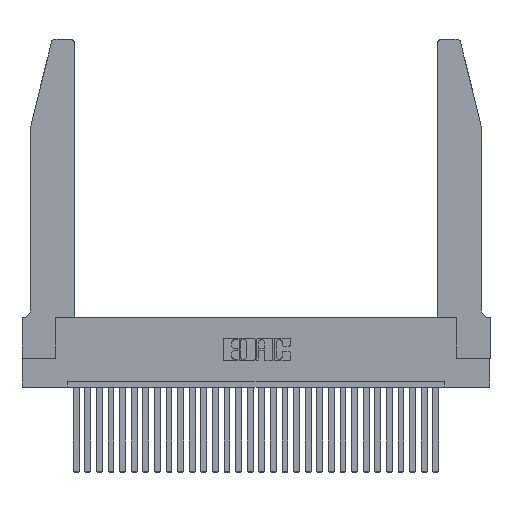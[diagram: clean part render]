
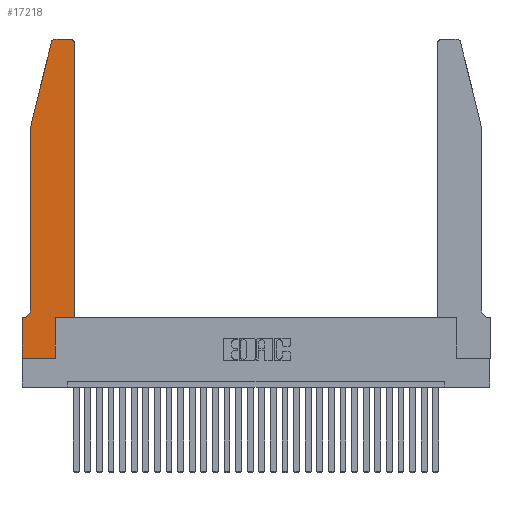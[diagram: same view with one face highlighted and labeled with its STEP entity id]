
A CAD part, top view. The second image highlights one B-rep face of the part: STEP entity #17218.
In plain terms, the highlighted planar face has unit normal (0, 0, 1).
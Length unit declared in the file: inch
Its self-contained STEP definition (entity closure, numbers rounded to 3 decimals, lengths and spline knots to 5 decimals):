
#106 = DIRECTION ( 'NONE',  ( 0., -1., 0. ) ) ;
#246 = CARTESIAN_POINT ( 'NONE',  ( 0.0755, 2., 0.37 ) ) ;
#764 = VECTOR ( 'NONE', #2352, 39.37008 ) ;
#1149 = CARTESIAN_POINT ( 'NONE',  ( 0.2605, 2.75, 0.37 ) ) ;
#1393 = LINE ( 'NONE', #1515, #8289 ) ;
#1402 = FACE_OUTER_BOUND ( 'NONE', #11001, .T. ) ;
#1463 = VERTEX_POINT ( 'NONE', #25663 ) ;
#1472 = LINE ( 'NONE', #1149, #25370 ) ;
#1515 = CARTESIAN_POINT ( 'NONE',  ( 0., 0., 0.37 ) ) ;
#1993 = VERTEX_POINT ( 'NONE', #7705 ) ;
#2342 = VERTEX_POINT ( 'NONE', #16890 ) ;
#2352 = DIRECTION ( 'NONE',  ( 1., 0., 0. ) ) ;
#2869 = ORIENTED_EDGE ( 'NONE', *, *, #18021, .T. ) ;
#2925 = EDGE_CURVE ( 'NONE', #19635, #2342, #14430, .T. ) ;
#2944 = LINE ( 'NONE', #16172, #764 ) ;
#3174 = EDGE_CURVE ( 'NONE', #16631, #1993, #23498, .T. ) ;
#3378 = CARTESIAN_POINT ( 'NONE',  ( 0.0055, 0.42, 0.37 ) ) ;
#3442 = ORIENTED_EDGE ( 'NONE', *, *, #21295, .T. ) ;
#3667 = VERTEX_POINT ( 'NONE', #20180 ) ;
#3731 = VECTOR ( 'NONE', #21052, 39.37008 ) ;
#5135 = VECTOR ( 'NONE', #26361, 39.37008 ) ;
#5405 = DIRECTION ( 'NONE',  ( 0., 0., 1. ) ) ;
#5517 = CARTESIAN_POINT ( 'NONE',  ( 0.4505, 0.35, 0.37 ) ) ;
#5793 = CARTESIAN_POINT ( 'NONE',  ( 0.0055, 0.35, 0.37 ) ) ;
#5953 = EDGE_CURVE ( 'NONE', #19796, #3667, #2944, .T. ) ;
#6952 = CARTESIAN_POINT ( 'NONE',  ( 0., 0., 0.37 ) ) ;
#7393 = DIRECTION ( 'NONE',  ( 0., 0., 1. ) ) ;
#7429 = DIRECTION ( 'NONE',  ( -0.239, -0.971, 0. ) ) ;
#7705 = CARTESIAN_POINT ( 'NONE',  ( 0.4505, 0.35, 0.37 ) ) ;
#7860 = CARTESIAN_POINT ( 'NONE',  ( 0.0755, 0.42, 0.37 ) ) ;
#7971 = ORIENTED_EDGE ( 'NONE', *, *, #27404, .T. ) ;
#8039 = CARTESIAN_POINT ( 'NONE',  ( 0.25487, 2.72718, 0.37 ) ) ;
#8240 = CARTESIAN_POINT ( 'NONE',  ( 0.0755, 2., 0.37 ) ) ;
#8289 = VECTOR ( 'NONE', #106, 39.37008 ) ;
#8701 = EDGE_CURVE ( 'NONE', #29978, #1463, #21973, .T. ) ;
#8774 = ORIENTED_EDGE ( 'NONE', *, *, #12153, .T. ) ;
#9345 = VECTOR ( 'NONE', #24949, 39.37008 ) ;
#9635 = CARTESIAN_POINT ( 'NONE',  ( 0.2865, 0.35, 0.37 ) ) ;
#9683 = DIRECTION ( 'NONE',  ( 1., 0., 0. ) ) ;
#9810 = CARTESIAN_POINT ( 'NONE',  ( 0.4505, 2.72, 0.37 ) ) ;
#9829 = LINE ( 'NONE', #5517, #5135 ) ;
#9910 = LINE ( 'NONE', #19819, #3731 ) ;
#10349 = DIRECTION ( 'NONE',  ( -1., 0., 0. ) ) ;
#11001 = EDGE_LOOP ( 'NONE', ( #28020, #7971, #12615, #12381, #24544, #3442, #29256, #11277, #2869, #13807, #8774, #16741 ) ) ;
#11005 = CARTESIAN_POINT ( 'NONE',  ( 0., 0.35, 0.37 ) ) ;
#11078 = LINE ( 'NONE', #8240, #25997 ) ;
#11277 = ORIENTED_EDGE ( 'NONE', *, *, #5953, .T. ) ;
#11290 = VERTEX_POINT ( 'NONE', #5793 ) ;
#12153 = EDGE_CURVE ( 'NONE', #1993, #19635, #9829, .T. ) ;
#12197 = EDGE_CURVE ( 'NONE', #2342, #28532, #1472, .T. ) ;
#12381 = ORIENTED_EDGE ( 'NONE', *, *, #18777, .T. ) ;
#12615 = ORIENTED_EDGE ( 'NONE', *, *, #8701, .T. ) ;
#13029 = DIRECTION ( 'NONE',  ( -1., 0., 0. ) ) ;
#13220 = PLANE ( 'NONE',  #23480 ) ;
#13501 = EDGE_CURVE ( 'NONE', #19510, #19796, #1393, .T. ) ;
#13807 = ORIENTED_EDGE ( 'NONE', *, *, #3174, .T. ) ;
#14430 = CIRCLE ( 'NONE', #15534, 0.03 ) ;
#14757 = LINE ( 'NONE', #17927, #9345 ) ;
#14767 = VERTEX_POINT ( 'NONE', #7860 ) ;
#15287 = AXIS2_PLACEMENT_3D ( 'NONE', #19315, #5405, #26148 ) ;
#15534 = AXIS2_PLACEMENT_3D ( 'NONE', #16855, #7393, #25909 ) ;
#15540 = DIRECTION ( 'NONE',  ( 1., 0., 0. ) ) ;
#16172 = CARTESIAN_POINT ( 'NONE',  ( 0., 0., 0.37 ) ) ;
#16631 = VERTEX_POINT ( 'NONE', #9635 ) ;
#16741 = ORIENTED_EDGE ( 'NONE', *, *, #2925, .T. ) ;
#16855 = CARTESIAN_POINT ( 'NONE',  ( 0.4205, 2.72, 0.37 ) ) ;
#16890 = CARTESIAN_POINT ( 'NONE',  ( 0.4205, 2.75, 0.37 ) ) ;
#17111 = CIRCLE ( 'NONE', #15287, 0.03 ) ;
#17218 = ADVANCED_FACE ( 'NONE', ( #1402 ), #13220, .T. ) ;
#17301 = VECTOR ( 'NONE', #9683, 39.37008 ) ;
#17353 = EDGE_CURVE ( 'NONE', #14767, #11290, #19109, .T. ) ;
#17541 = CARTESIAN_POINT ( 'NONE',  ( 0.4505, 0.35, 0.37 ) ) ;
#17865 = CARTESIAN_POINT ( 'NONE',  ( 0., 0.35, 0.37 ) ) ;
#17927 = CARTESIAN_POINT ( 'NONE',  ( 0.2865, 0.35, 0.37 ) ) ;
#18021 = EDGE_CURVE ( 'NONE', #3667, #16631, #14757, .T. ) ;
#18777 = EDGE_CURVE ( 'NONE', #1463, #14767, #11078, .T. ) ;
#19109 = CIRCLE ( 'NONE', #27984, 0.07 ) ;
#19315 = CARTESIAN_POINT ( 'NONE',  ( 0.284, 2.72, 0.37 ) ) ;
#19507 = DIRECTION ( 'NONE',  ( 0., 0., -1. ) ) ;
#19510 = VERTEX_POINT ( 'NONE', #11005 ) ;
#19635 = VERTEX_POINT ( 'NONE', #9810 ) ;
#19796 = VERTEX_POINT ( 'NONE', #6952 ) ;
#19819 = CARTESIAN_POINT ( 'NONE',  ( 0.0755, 0.35, 0.37 ) ) ;
#20180 = CARTESIAN_POINT ( 'NONE',  ( 0.2865, 0., 0.37 ) ) ;
#21052 = DIRECTION ( 'NONE',  ( -1., 0., 0. ) ) ;
#21295 = EDGE_CURVE ( 'NONE', #11290, #19510, #9910, .T. ) ;
#21552 = CARTESIAN_POINT ( 'NONE',  ( 0.284, 2.75, 0.37 ) ) ;
#21973 = LINE ( 'NONE', #246, #26693 ) ;
#23480 = AXIS2_PLACEMENT_3D ( 'NONE', #17865, #29455, #15540 ) ;
#23498 = LINE ( 'NONE', #17541, #17301 ) ;
#24421 = DIRECTION ( 'NONE',  ( 0., -1., 0. ) ) ;
#24544 = ORIENTED_EDGE ( 'NONE', *, *, #17353, .T. ) ;
#24949 = DIRECTION ( 'NONE',  ( 0., 1., 0. ) ) ;
#25370 = VECTOR ( 'NONE', #10349, 39.37008 ) ;
#25663 = CARTESIAN_POINT ( 'NONE',  ( 0.0755, 2., 0.37 ) ) ;
#25909 = DIRECTION ( 'NONE',  ( 1., 0., 0. ) ) ;
#25997 = VECTOR ( 'NONE', #24421, 39.37008 ) ;
#26148 = DIRECTION ( 'NONE',  ( 1., 0., 0. ) ) ;
#26361 = DIRECTION ( 'NONE',  ( 0., 1., 0. ) ) ;
#26693 = VECTOR ( 'NONE', #7429, 39.37008 ) ;
#27404 = EDGE_CURVE ( 'NONE', #28532, #29978, #17111, .T. ) ;
#27984 = AXIS2_PLACEMENT_3D ( 'NONE', #3378, #19507, #13029 ) ;
#28020 = ORIENTED_EDGE ( 'NONE', *, *, #12197, .T. ) ;
#28532 = VERTEX_POINT ( 'NONE', #21552 ) ;
#29256 = ORIENTED_EDGE ( 'NONE', *, *, #13501, .T. ) ;
#29455 = DIRECTION ( 'NONE',  ( 0., 0., 1. ) ) ;
#29978 = VERTEX_POINT ( 'NONE', #8039 ) ;
